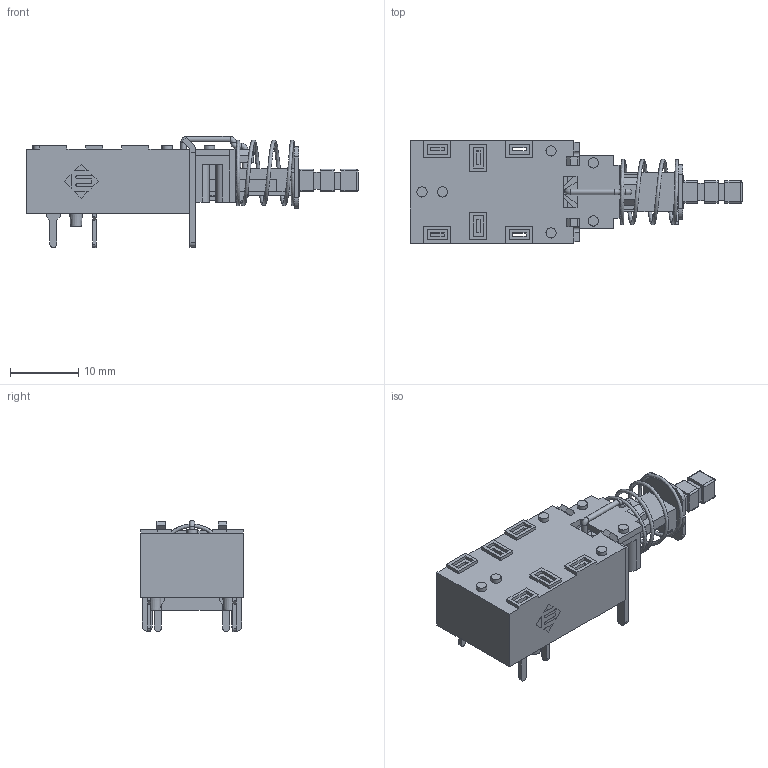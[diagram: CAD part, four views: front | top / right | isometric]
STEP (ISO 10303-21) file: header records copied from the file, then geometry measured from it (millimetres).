
FILE_DESCRIPTION((''),'2;1');
FILE_NAME('P227EE1CXC.stp','2015-05-05T09:39:00',('rcelander'),(''),'Autodesk Inventor 2012','Autodesk Inventor 2012','');
FILE_SCHEMA(('AUTOMOTIVE_DESIGN { 1 0 10303 214 1 1 1 1 }'));
Length unit declared in the file: millimetre
Products named in the file (7): P227EE1CXC; P227 BODY; P227 PLUNGER; P227 SPRING EXTENDED; P227 BOTTOM TERM; P227 STAPLE; P227 C BRACKET
Assembly tree (9 placements, depth 2):
  P227EE1CXC
    P227 BODY
    P227 PLUNGER
    P227 SPRING EXTENDED
    P227 BOTTOM TERM  x4
    P227 STAPLE
    P227 C BRACKET
Bounding box: 48.6 x 15.01 x 16.25 mm (x, y, z)
Volume: 2222.6 mm3; surface area: 4536.6 mm2
Topology: 9 solids, 9 shells, 402 faces, 1082 edges, 715 vertices
Faces by surface type: plane 338, cylinder 53, sphere 4, torus 4, cone 2, bspline 1
Full cylindrical faces by diameter (mm): 0.8 x5, 1.5 x6
Entity records: 12320 total; most frequent: CARTESIAN_POINT 2613, ORIENTED_EDGE 1980, DIRECTION 1870, EDGE_CURVE 990, VECTOR 882, LINE 882, VERTEX_POINT 665, AXIS2_PLACEMENT_3D 494
